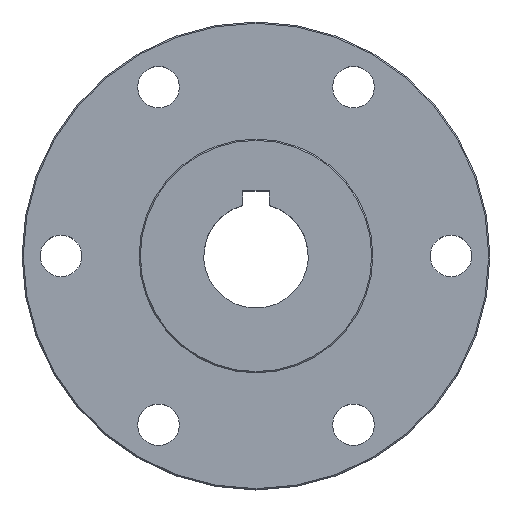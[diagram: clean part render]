
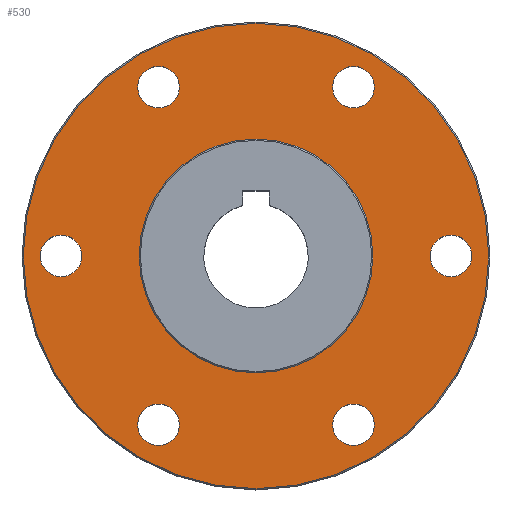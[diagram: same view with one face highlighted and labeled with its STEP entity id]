
A CAD part, top view. The second image highlights one B-rep face of the part: STEP entity #530.
In plain terms, the highlighted planar face has unit normal (0, 0, 1).
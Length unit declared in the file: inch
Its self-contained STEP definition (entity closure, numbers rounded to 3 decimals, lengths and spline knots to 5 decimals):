
#84=FACE_BOUND('',#127,.T.);
#85=FACE_BOUND('',#128,.T.);
#86=FACE_BOUND('',#129,.T.);
#87=FACE_BOUND('',#130,.T.);
#88=FACE_BOUND('',#131,.T.);
#89=FACE_BOUND('',#132,.T.);
#90=FACE_BOUND('',#133,.T.);
#101=FACE_OUTER_BOUND('',#126,.T.);
#126=EDGE_LOOP('',(#362,#363));
#127=EDGE_LOOP('',(#364,#365));
#128=EDGE_LOOP('',(#366,#367));
#129=EDGE_LOOP('',(#368,#369));
#130=EDGE_LOOP('',(#370,#371));
#131=EDGE_LOOP('',(#372,#373));
#132=EDGE_LOOP('',(#374,#375));
#133=EDGE_LOOP('',(#376,#377));
#168=CIRCLE('',#576,1.119);
#169=CIRCLE('',#577,1.119);
#170=CIRCLE('',#578,0.1);
#171=CIRCLE('',#579,0.1);
#172=CIRCLE('',#580,0.1);
#173=CIRCLE('',#581,0.1);
#174=CIRCLE('',#582,0.1);
#175=CIRCLE('',#583,0.1);
#176=CIRCLE('',#584,0.1);
#177=CIRCLE('',#585,0.1);
#178=CIRCLE('',#586,0.1);
#179=CIRCLE('',#587,0.1);
#180=CIRCLE('',#588,0.1);
#181=CIRCLE('',#589,0.1);
#182=CIRCLE('',#590,0.562);
#183=CIRCLE('',#591,0.562);
#222=VERTEX_POINT('',#842);
#223=VERTEX_POINT('',#843);
#224=VERTEX_POINT('',#846);
#225=VERTEX_POINT('',#847);
#226=VERTEX_POINT('',#850);
#227=VERTEX_POINT('',#851);
#228=VERTEX_POINT('',#854);
#229=VERTEX_POINT('',#855);
#230=VERTEX_POINT('',#858);
#231=VERTEX_POINT('',#859);
#232=VERTEX_POINT('',#862);
#233=VERTEX_POINT('',#863);
#234=VERTEX_POINT('',#866);
#235=VERTEX_POINT('',#867);
#236=VERTEX_POINT('',#870);
#237=VERTEX_POINT('',#871);
#282=EDGE_CURVE('',#222,#223,#168,.T.);
#283=EDGE_CURVE('',#223,#222,#169,.T.);
#284=EDGE_CURVE('',#224,#225,#170,.T.);
#285=EDGE_CURVE('',#225,#224,#171,.T.);
#286=EDGE_CURVE('',#226,#227,#172,.T.);
#287=EDGE_CURVE('',#227,#226,#173,.T.);
#288=EDGE_CURVE('',#228,#229,#174,.T.);
#289=EDGE_CURVE('',#229,#228,#175,.T.);
#290=EDGE_CURVE('',#230,#231,#176,.T.);
#291=EDGE_CURVE('',#231,#230,#177,.T.);
#292=EDGE_CURVE('',#232,#233,#178,.T.);
#293=EDGE_CURVE('',#233,#232,#179,.T.);
#294=EDGE_CURVE('',#234,#235,#180,.T.);
#295=EDGE_CURVE('',#235,#234,#181,.T.);
#296=EDGE_CURVE('',#236,#237,#182,.T.);
#297=EDGE_CURVE('',#237,#236,#183,.T.);
#362=ORIENTED_EDGE('',*,*,#282,.T.);
#363=ORIENTED_EDGE('',*,*,#283,.T.);
#364=ORIENTED_EDGE('',*,*,#284,.T.);
#365=ORIENTED_EDGE('',*,*,#285,.T.);
#366=ORIENTED_EDGE('',*,*,#286,.T.);
#367=ORIENTED_EDGE('',*,*,#287,.T.);
#368=ORIENTED_EDGE('',*,*,#288,.T.);
#369=ORIENTED_EDGE('',*,*,#289,.T.);
#370=ORIENTED_EDGE('',*,*,#290,.T.);
#371=ORIENTED_EDGE('',*,*,#291,.T.);
#372=ORIENTED_EDGE('',*,*,#292,.T.);
#373=ORIENTED_EDGE('',*,*,#293,.T.);
#374=ORIENTED_EDGE('',*,*,#294,.T.);
#375=ORIENTED_EDGE('',*,*,#295,.T.);
#376=ORIENTED_EDGE('',*,*,#296,.T.);
#377=ORIENTED_EDGE('',*,*,#297,.T.);
#522=PLANE('',#575);
#530=ADVANCED_FACE('',(#101,#84,#85,#86,#87,#88,#89,#90),#522,.T.);
#575=AXIS2_PLACEMENT_3D('',#841,#656,#657);
#576=AXIS2_PLACEMENT_3D('',#844,#658,#659);
#577=AXIS2_PLACEMENT_3D('',#845,#660,#661);
#578=AXIS2_PLACEMENT_3D('',#848,#662,#663);
#579=AXIS2_PLACEMENT_3D('',#849,#664,#665);
#580=AXIS2_PLACEMENT_3D('',#852,#666,#667);
#581=AXIS2_PLACEMENT_3D('',#853,#668,#669);
#582=AXIS2_PLACEMENT_3D('',#856,#670,#671);
#583=AXIS2_PLACEMENT_3D('',#857,#672,#673);
#584=AXIS2_PLACEMENT_3D('',#860,#674,#675);
#585=AXIS2_PLACEMENT_3D('',#861,#676,#677);
#586=AXIS2_PLACEMENT_3D('',#864,#678,#679);
#587=AXIS2_PLACEMENT_3D('',#865,#680,#681);
#588=AXIS2_PLACEMENT_3D('',#868,#682,#683);
#589=AXIS2_PLACEMENT_3D('',#869,#684,#685);
#590=AXIS2_PLACEMENT_3D('',#872,#686,#687);
#591=AXIS2_PLACEMENT_3D('',#873,#688,#689);
#656=DIRECTION('center_axis',(0.,0.,1.));
#657=DIRECTION('ref_axis',(1.,0.,0.));
#658=DIRECTION('center_axis',(0.,0.,1.));
#659=DIRECTION('ref_axis',(-1.,0.,0.));
#660=DIRECTION('center_axis',(0.,0.,1.));
#661=DIRECTION('ref_axis',(-1.,0.,0.));
#662=DIRECTION('center_axis',(0.,0.,-1.));
#663=DIRECTION('ref_axis',(-1.,0.,0.));
#664=DIRECTION('center_axis',(0.,0.,-1.));
#665=DIRECTION('ref_axis',(-1.,0.,0.));
#666=DIRECTION('center_axis',(0.,0.,-1.));
#667=DIRECTION('ref_axis',(-1.,0.,0.));
#668=DIRECTION('center_axis',(0.,0.,-1.));
#669=DIRECTION('ref_axis',(-1.,0.,0.));
#670=DIRECTION('center_axis',(0.,0.,-1.));
#671=DIRECTION('ref_axis',(-1.,0.,0.));
#672=DIRECTION('center_axis',(0.,0.,-1.));
#673=DIRECTION('ref_axis',(-1.,0.,0.));
#674=DIRECTION('center_axis',(0.,0.,-1.));
#675=DIRECTION('ref_axis',(-1.,0.,0.));
#676=DIRECTION('center_axis',(0.,0.,-1.));
#677=DIRECTION('ref_axis',(-1.,0.,0.));
#678=DIRECTION('center_axis',(0.,0.,-1.));
#679=DIRECTION('ref_axis',(-1.,0.,0.));
#680=DIRECTION('center_axis',(0.,0.,-1.));
#681=DIRECTION('ref_axis',(-1.,0.,0.));
#682=DIRECTION('center_axis',(0.,0.,-1.));
#683=DIRECTION('ref_axis',(-1.,0.,0.));
#684=DIRECTION('center_axis',(0.,0.,-1.));
#685=DIRECTION('ref_axis',(-1.,0.,0.));
#686=DIRECTION('center_axis',(0.,0.,-1.));
#687=DIRECTION('ref_axis',(1.,0.,0.));
#688=DIRECTION('center_axis',(0.,0.,-1.));
#689=DIRECTION('ref_axis',(1.,0.,0.));
#841=CARTESIAN_POINT('Origin',(-1.562,0.,0.215));
#842=CARTESIAN_POINT('',(-1.119,0.,0.215));
#843=CARTESIAN_POINT('',(1.119,0.,0.215));
#844=CARTESIAN_POINT('Origin',(0.,0.,0.215));
#845=CARTESIAN_POINT('Origin',(0.,0.,0.215));
#846=CARTESIAN_POINT('',(-0.56875,0.8119,0.215));
#847=CARTESIAN_POINT('',(-0.36875,0.8119,0.215));
#848=CARTESIAN_POINT('Origin',(-0.46875,0.8119,0.215));
#849=CARTESIAN_POINT('Origin',(-0.46875,0.8119,0.215));
#850=CARTESIAN_POINT('',(-1.0375,0.,0.215));
#851=CARTESIAN_POINT('',(-0.8375,0.,0.215));
#852=CARTESIAN_POINT('Origin',(-0.9375,0.,0.215));
#853=CARTESIAN_POINT('Origin',(-0.9375,0.,0.215));
#854=CARTESIAN_POINT('',(-0.56875,-0.8119,0.215));
#855=CARTESIAN_POINT('',(-0.36875,-0.8119,0.215));
#856=CARTESIAN_POINT('Origin',(-0.46875,-0.8119,0.215));
#857=CARTESIAN_POINT('Origin',(-0.46875,-0.8119,0.215));
#858=CARTESIAN_POINT('',(0.36875,-0.8119,0.215));
#859=CARTESIAN_POINT('',(0.56875,-0.8119,0.215));
#860=CARTESIAN_POINT('Origin',(0.46875,-0.8119,0.215));
#861=CARTESIAN_POINT('Origin',(0.46875,-0.8119,0.215));
#862=CARTESIAN_POINT('',(0.8375,0.,0.215));
#863=CARTESIAN_POINT('',(1.0375,0.,0.215));
#864=CARTESIAN_POINT('Origin',(0.9375,0.,0.215));
#865=CARTESIAN_POINT('Origin',(0.9375,0.,0.215));
#866=CARTESIAN_POINT('',(0.36875,0.8119,0.215));
#867=CARTESIAN_POINT('',(0.56875,0.8119,0.215));
#868=CARTESIAN_POINT('Origin',(0.46875,0.8119,0.215));
#869=CARTESIAN_POINT('Origin',(0.46875,0.8119,0.215));
#870=CARTESIAN_POINT('',(0.562,0.,0.215));
#871=CARTESIAN_POINT('',(-0.562,0.,0.215));
#872=CARTESIAN_POINT('Origin',(0.,0.,0.215));
#873=CARTESIAN_POINT('Origin',(0.,0.,0.215));
